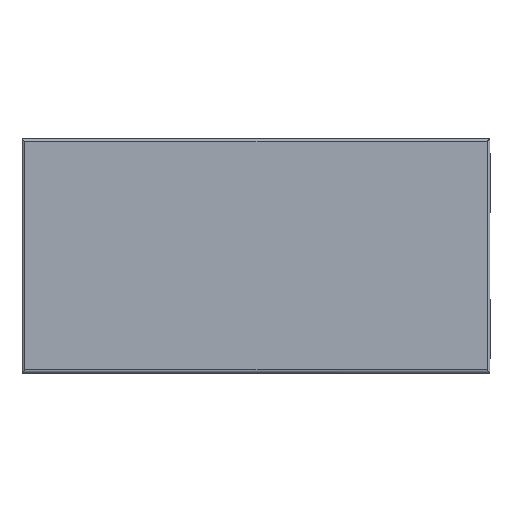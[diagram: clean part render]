
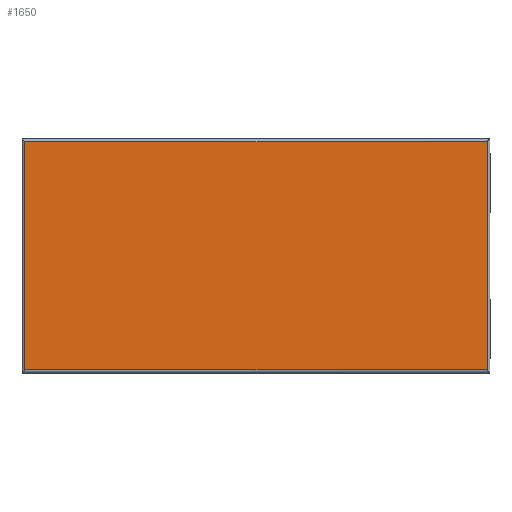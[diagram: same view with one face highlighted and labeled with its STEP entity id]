
A CAD part, top view. The second image highlights one B-rep face of the part: STEP entity #1650.
In plain terms, the highlighted planar face has unit normal (0, 0, 1).
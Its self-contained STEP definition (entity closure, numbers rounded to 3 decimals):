
#232 = PLANE ( 'NONE',  #4395 ) ;
#286 = EDGE_CURVE ( 'NONE', #1020, #2188, #597, .T. ) ;
#304 = DIRECTION ( 'NONE',  ( 0., 1., 0. ) ) ;
#321 = LINE ( 'NONE', #822, #3547 ) ;
#327 = EDGE_CURVE ( 'NONE', #1661, #1020, #321, .T. ) ;
#372 = CARTESIAN_POINT ( 'NONE',  ( -0.79, 0.39, 0.265 ) ) ;
#597 = LINE ( 'NONE', #2855, #1572 ) ;
#822 = CARTESIAN_POINT ( 'NONE',  ( 0., -0.39, 0.265 ) ) ;
#842 = VERTEX_POINT ( 'NONE', #372 ) ;
#1020 = VERTEX_POINT ( 'NONE', #3741 ) ;
#1332 = FACE_OUTER_BOUND ( 'NONE', #3311, .T. ) ;
#1572 = VECTOR ( 'NONE', #304, 1000. ) ;
#1650 = ADVANCED_FACE ( 'NONE', ( #1332 ), #232, .F. ) ;
#1661 = VERTEX_POINT ( 'NONE', #1822 ) ;
#1675 = EDGE_CURVE ( 'NONE', #2188, #842, #2846, .T. ) ;
#1822 = CARTESIAN_POINT ( 'NONE',  ( -0.79, -0.39, 0.265 ) ) ;
#2188 = VERTEX_POINT ( 'NONE', #5342 ) ;
#2637 = ORIENTED_EDGE ( 'NONE', *, *, #286, .T. ) ;
#2810 = CARTESIAN_POINT ( 'NONE',  ( 0., 0., 0.265 ) ) ;
#2846 = LINE ( 'NONE', #6335, #4611 ) ;
#2855 = CARTESIAN_POINT ( 'NONE',  ( 0.79, 0., 0.265 ) ) ;
#2861 = CARTESIAN_POINT ( 'NONE',  ( -0.79, 0., 0.265 ) ) ;
#2878 = DIRECTION ( 'NONE',  ( 1., 0., 0. ) ) ;
#3160 = EDGE_CURVE ( 'NONE', #842, #1661, #3823, .T. ) ;
#3216 = ORIENTED_EDGE ( 'NONE', *, *, #3160, .T. ) ;
#3311 = EDGE_LOOP ( 'NONE', ( #3216, #4879, #2637, #4227 ) ) ;
#3321 = DIRECTION ( 'NONE',  ( -1., 0., 0. ) ) ;
#3547 = VECTOR ( 'NONE', #2878, 1000. ) ;
#3737 = VECTOR ( 'NONE', #6407, 1000. ) ;
#3741 = CARTESIAN_POINT ( 'NONE',  ( 0.79, -0.39, 0.265 ) ) ;
#3823 = LINE ( 'NONE', #2861, #3737 ) ;
#4227 = ORIENTED_EDGE ( 'NONE', *, *, #1675, .T. ) ;
#4395 = AXIS2_PLACEMENT_3D ( 'NONE', #2810, #6317, #3321 ) ;
#4611 = VECTOR ( 'NONE', #4880, 1000. ) ;
#4879 = ORIENTED_EDGE ( 'NONE', *, *, #327, .T. ) ;
#4880 = DIRECTION ( 'NONE',  ( -1., 0., 0. ) ) ;
#5342 = CARTESIAN_POINT ( 'NONE',  ( 0.79, 0.39, 0.265 ) ) ;
#6317 = DIRECTION ( 'NONE',  ( 0., 0., -1. ) ) ;
#6335 = CARTESIAN_POINT ( 'NONE',  ( 0., 0.39, 0.265 ) ) ;
#6407 = DIRECTION ( 'NONE',  ( 0., -1., 0. ) ) ;
